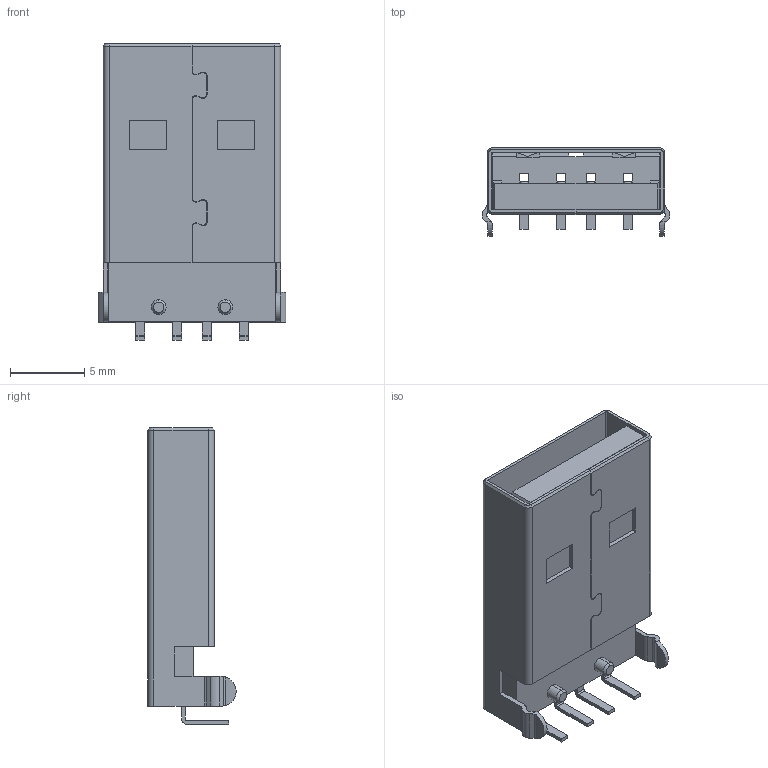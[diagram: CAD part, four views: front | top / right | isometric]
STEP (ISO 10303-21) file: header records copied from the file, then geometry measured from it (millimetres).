
FILE_DESCRIPTION((''),'2;1');
FILE_NAME('480370001','2016-02-29T',('me'),(''),'PRO/ENGINEER BY PARAMETRIC TECHNOLOGY CORPORATION, 2012310','PRO/ENGINEER BY PARAMETRIC TECHNOLOGY CORPORATION, 2012310','');
FILE_SCHEMA(('CONFIG_CONTROL_DESIGN'));
Length unit declared in the file: millimetre
Products named in the file (1): 480370001
Bounding box: 12.7 x 5.97 x 20.02 mm (x, y, z)
Volume: 700.4 mm3; surface area: 1872.7 mm2
Topology: 1 solids, 1 shells, 302 faces, 885 edges, 586 vertices
Faces by surface type: plane 220, cylinder 66, bspline 8, cone 8
Entity records: 10188 total; most frequent: CARTESIAN_POINT 2014, ORIENTED_EDGE 1726, DIRECTION 1623, EDGE_CURVE 863, VECTOR 705, LINE 705, VERTEX_POINT 562, AXIS2_PLACEMENT_3D 459
